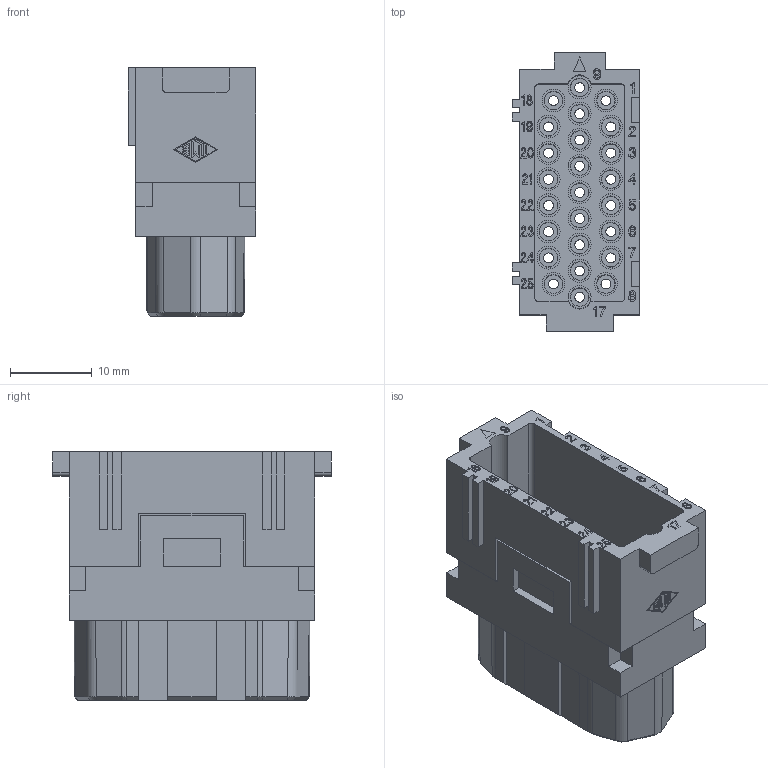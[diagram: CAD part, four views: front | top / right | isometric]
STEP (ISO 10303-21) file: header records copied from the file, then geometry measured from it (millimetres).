
FILE_DESCRIPTION(('Creo Elements/Direct Modeling STEP Export'),'2;1');
FILE_NAME('0ln7uvk45lo71mn4184','2016-11-11T16:28:14',(''),(''),'PTC Creo Elements/Direct Modeling STEP processor for AP214 (Solid Model)','PTC Creo Elements/Direct Modeling 19.0E 27-Jun-2016 (C) Parametric Technology GmbH','');
FILE_SCHEMA(('AUTOMOTIVE_DESIGN { 1 0 10303 214 1 1 1 1 }'));
Products named in the file (2): CX_25_IBF
Assembly tree (1 placements, depth 2):
  CX_25_IBF
    CX_25_IBF
Bounding box: 15.6 x 34 x 30.35 mm (x, y, z)
Volume: 5916.4 mm3; surface area: 8438.6 mm2
Topology: 1 solids, 1 shells, 3339 faces, 9471 edges, 6305 vertices
Faces by surface type: plane 3019, cylinder 189, cone 100, bspline 22, extrusion 9
Entity records: 132531 total; most frequent: CARTESIAN_POINT 19919, ORIENTED_EDGE 18942, DIRECTION 15869, EDGE_CURVE 9471, VECTOR 8833, LINE 8824, VERTEX_POINT 6305, EDGE_LOOP 3564
